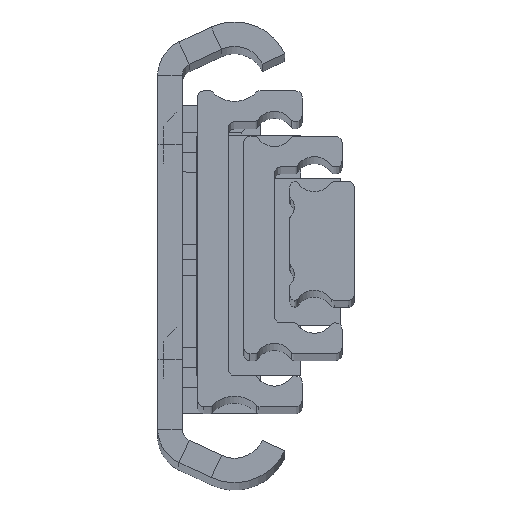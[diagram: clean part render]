
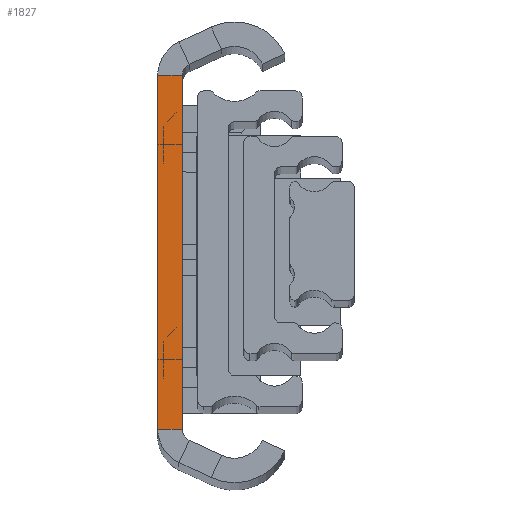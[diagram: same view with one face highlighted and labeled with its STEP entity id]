
A CAD part, top view. The second image highlights one B-rep face of the part: STEP entity #1827.
In plain terms, the highlighted planar face has unit normal (0, 0, 1).
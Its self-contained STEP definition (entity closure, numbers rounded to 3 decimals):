
#112 = CARTESIAN_POINT ( 'NONE',  ( 4., 28.779, 0. ) ) ;
#223 = VECTOR ( 'NONE', #6046, 1000. ) ;
#243 = EDGE_LOOP ( 'NONE', ( #970, #2103, #6809, #3577 ) ) ;
#289 = LINE ( 'NONE', #2430, #3899 ) ;
#970 = ORIENTED_EDGE ( 'NONE', *, *, #6353, .F. ) ;
#1065 = EDGE_CURVE ( 'NONE', #3854, #1668, #289, .T. ) ;
#1105 = FACE_OUTER_BOUND ( 'NONE', #243, .T. ) ;
#1668 = VERTEX_POINT ( 'NONE', #4900 ) ;
#1789 = CARTESIAN_POINT ( 'NONE',  ( 0., 28.779, 0. ) ) ;
#1827 = ADVANCED_FACE ( 'NONE', ( #1105 ), #5341, .F. ) ;
#2069 = LINE ( 'NONE', #4224, #4869 ) ;
#2103 = ORIENTED_EDGE ( 'NONE', *, *, #1065, .F. ) ;
#2430 = CARTESIAN_POINT ( 'NONE',  ( 4., 28.779, 0. ) ) ;
#2591 = VECTOR ( 'NONE', #3841, 1000. ) ;
#2623 = DIRECTION ( 'NONE',  ( 0., -1., 0. ) ) ;
#2725 = LINE ( 'NONE', #4294, #2591 ) ;
#2728 = CARTESIAN_POINT ( 'NONE',  ( 0., 28.779, 0. ) ) ;
#2788 = EDGE_CURVE ( 'NONE', #3854, #3682, #4927, .T. ) ;
#3362 = CARTESIAN_POINT ( 'NONE',  ( 0., -28.779, 0. ) ) ;
#3485 = EDGE_CURVE ( 'NONE', #3682, #3491, #2725, .T. ) ;
#3491 = VERTEX_POINT ( 'NONE', #3362 ) ;
#3577 = ORIENTED_EDGE ( 'NONE', *, *, #3485, .T. ) ;
#3682 = VERTEX_POINT ( 'NONE', #6637 ) ;
#3841 = DIRECTION ( 'NONE',  ( 0., -1., 0. ) ) ;
#3854 = VERTEX_POINT ( 'NONE', #112 ) ;
#3899 = VECTOR ( 'NONE', #6288, 1000. ) ;
#4224 = CARTESIAN_POINT ( 'NONE',  ( 0., -28.779, 0. ) ) ;
#4229 = DIRECTION ( 'NONE',  ( 0., 0., -1. ) ) ;
#4294 = CARTESIAN_POINT ( 'NONE',  ( 0., 28.779, 0. ) ) ;
#4869 = VECTOR ( 'NONE', #5337, 1000. ) ;
#4900 = CARTESIAN_POINT ( 'NONE',  ( 4., -28.779, 0. ) ) ;
#4927 = LINE ( 'NONE', #1789, #223 ) ;
#5337 = DIRECTION ( 'NONE',  ( -1., 0., 0. ) ) ;
#5341 = PLANE ( 'NONE',  #6830 ) ;
#6046 = DIRECTION ( 'NONE',  ( -1., 0., 0. ) ) ;
#6288 = DIRECTION ( 'NONE',  ( 0., -1., 0. ) ) ;
#6353 = EDGE_CURVE ( 'NONE', #1668, #3491, #2069, .T. ) ;
#6637 = CARTESIAN_POINT ( 'NONE',  ( 0., 28.779, 0. ) ) ;
#6809 = ORIENTED_EDGE ( 'NONE', *, *, #2788, .T. ) ;
#6830 = AXIS2_PLACEMENT_3D ( 'NONE', #2728, #4229, #2623 ) ;
